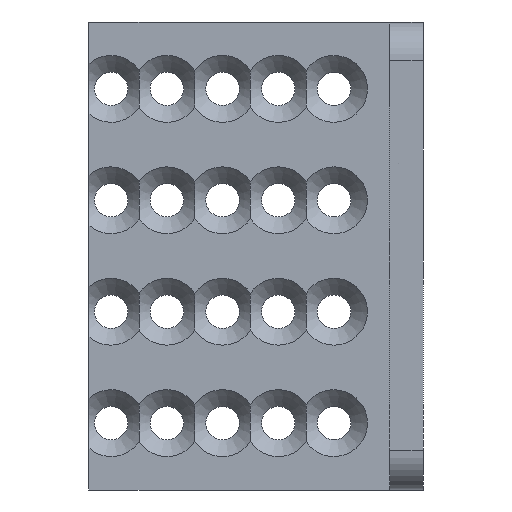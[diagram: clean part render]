
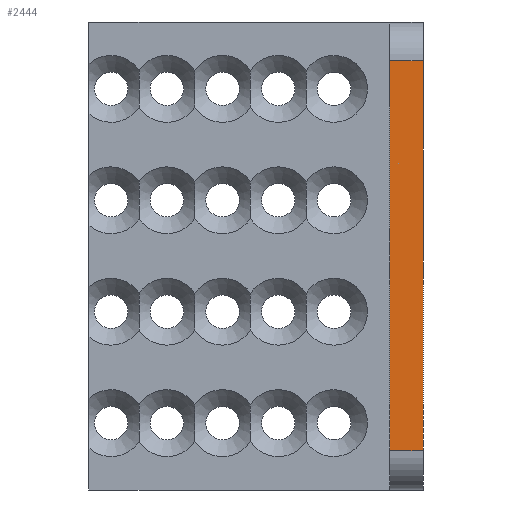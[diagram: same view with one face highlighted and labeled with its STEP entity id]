
A CAD part, front view. The second image highlights one B-rep face of the part: STEP entity #2444.
In plain terms, the highlighted planar face has unit normal (0, -1, 0).
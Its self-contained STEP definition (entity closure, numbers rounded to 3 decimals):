
#74=PLANE('',#2656);
#184=FACE_OUTER_BOUND('',#312,.T.);
#312=EDGE_LOOP('',(#1924,#1925,#1926,#1927));
#466=LINE('',#4057,#602);
#467=LINE('',#4060,#603);
#468=LINE('',#4062,#604);
#469=LINE('',#4063,#605);
#602=VECTOR('',#3147,10.);
#603=VECTOR('',#3150,10.);
#604=VECTOR('',#3151,10.);
#605=VECTOR('',#3152,10.);
#1052=VERTEX_POINT('',#4053);
#1053=VERTEX_POINT('',#4055);
#1054=VERTEX_POINT('',#4059);
#1055=VERTEX_POINT('',#4061);
#1367=EDGE_CURVE('',#1053,#1052,#466,.T.);
#1368=EDGE_CURVE('',#1054,#1053,#467,.T.);
#1369=EDGE_CURVE('',#1055,#1054,#468,.T.);
#1370=EDGE_CURVE('',#1052,#1055,#469,.T.);
#1924=ORIENTED_EDGE('',*,*,#1367,.F.);
#1925=ORIENTED_EDGE('',*,*,#1368,.F.);
#1926=ORIENTED_EDGE('',*,*,#1369,.F.);
#1927=ORIENTED_EDGE('',*,*,#1370,.F.);
#2444=ADVANCED_FACE('',(#184),#74,.T.);
#2656=AXIS2_PLACEMENT_3D('',#4058,#3148,#3149);
#3147=DIRECTION('',(-1.,0.,0.));
#3148=DIRECTION('center_axis',(0.,-1.,0.));
#3149=DIRECTION('ref_axis',(0.,0.,1.));
#3150=DIRECTION('',(0.,0.,-1.));
#3151=DIRECTION('',(1.,0.,0.));
#3152=DIRECTION('',(0.,0.,1.));
#4053=CARTESIAN_POINT('',(-3.,-126.326,-17.5));
#4055=CARTESIAN_POINT('',(0.,-126.326,-17.5));
#4057=CARTESIAN_POINT('',(0.,-126.326,-17.5));
#4058=CARTESIAN_POINT('Origin',(0.,-126.326,-21.));
#4059=CARTESIAN_POINT('',(0.,-126.326,17.5));
#4060=CARTESIAN_POINT('',(0.,-126.326,21.));
#4061=CARTESIAN_POINT('',(-3.,-126.326,17.5));
#4062=CARTESIAN_POINT('',(0.,-126.326,17.5));
#4063=CARTESIAN_POINT('',(-3.,-126.326,21.));
